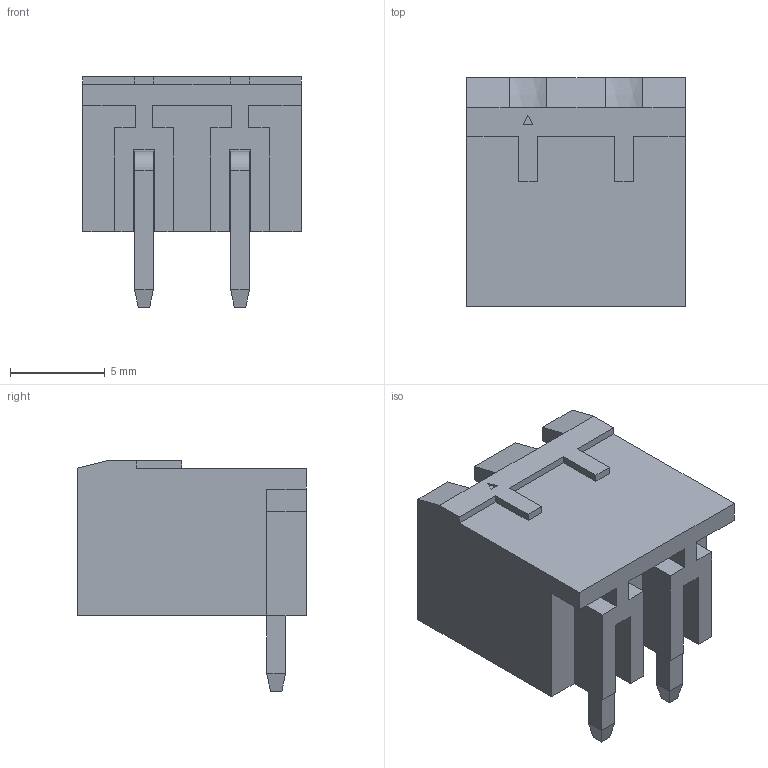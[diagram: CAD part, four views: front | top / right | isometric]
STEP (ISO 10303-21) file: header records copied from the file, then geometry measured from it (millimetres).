
FILE_DESCRIPTION (( 'STEP AP214' ), '1' );
FILE_NAME ('2EDGRC-5.08-02P-14-00AH.STEP', '2021-02-12T21:02:16', ( '' ), ( '' ), 'SwSTEP 2.0', 'SolidWorks 2020', '' );
FILE_SCHEMA (( 'AUTOMOTIVE_DESIGN' ));
Length unit declared in the file: millimetre
Products named in the file (1): 2EDGRC-5.08-02P-14-00AH
Bounding box: 11.56 x 12.1 x 12.2 mm (x, y, z)
Volume: 523.7 mm3; surface area: 1139.4 mm2
Topology: 1 solids, 1 shells, 431 faces, 1155 edges, 758 vertices
Faces by surface type: plane 260, bspline 159, cone 6, cylinder 6
Entity records: 24984 total; most frequent: CARTESIAN_POINT 11692, ORIENTED_EDGE 2310, DIRECTION 1421, EDGE_CURVE 1155, VECTOR 807, LINE 807, VERTEX_POINT 758, EDGE_LOOP 463
